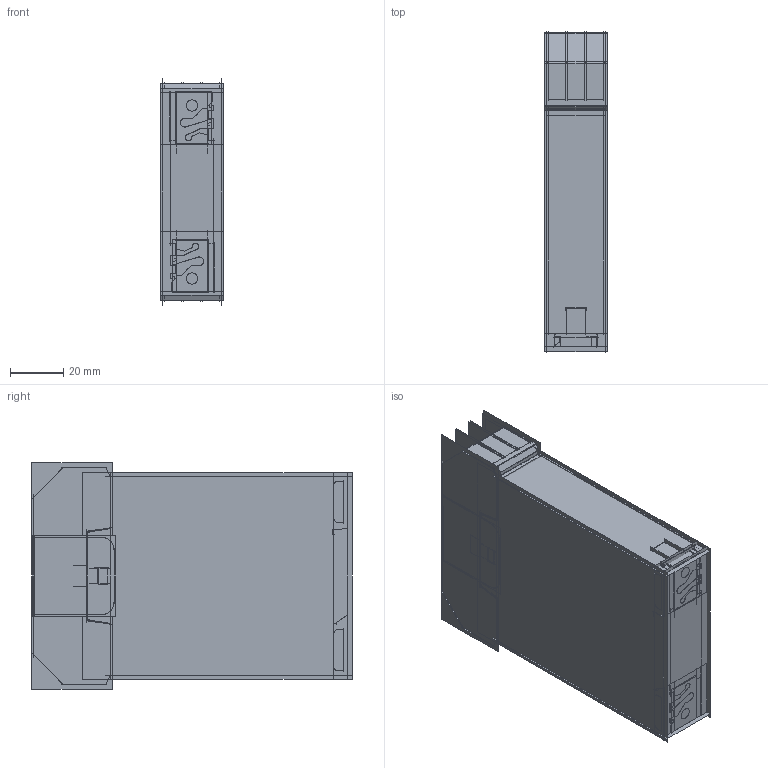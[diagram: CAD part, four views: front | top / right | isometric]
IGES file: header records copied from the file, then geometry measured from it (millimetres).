
Start section:  PTC IGES file: 192602.igs
Global section: file name: 192602.igs; native system: Creo Parametric by Parametric Technology Corporation; preprocessor: 2013230; author: pdmadmin; organization: Unknown; date: 20160202.114741; units: millimetre
Bounding box: 23.4 x 120.74 x 85.23 mm (x, y, z)
Volume: 44362.8 mm3; surface area: 384441.8 mm2
Topology: 5 solids, 5 shells, 1124 faces, 5832 edges, 7150 vertices
Faces by surface type: bspline 920, revolution 204
